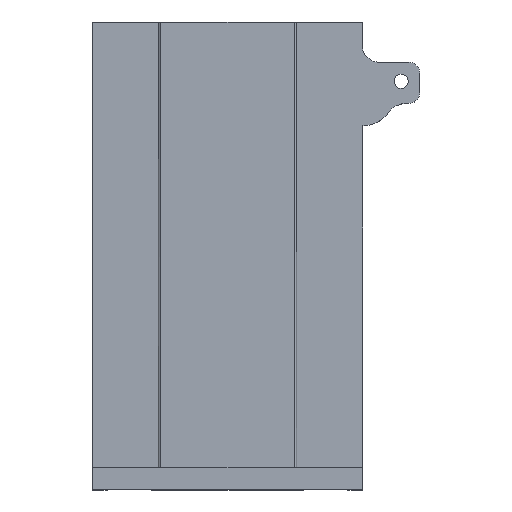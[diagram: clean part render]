
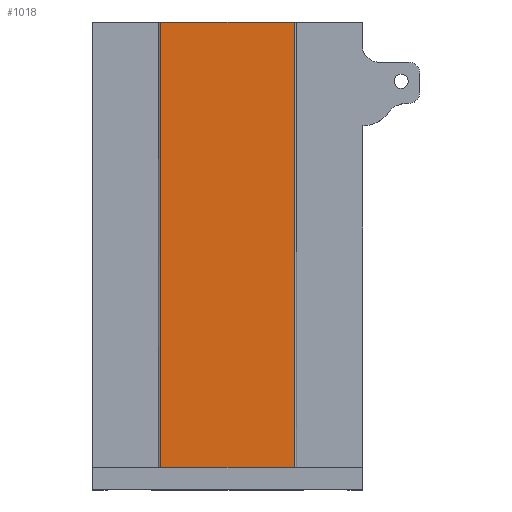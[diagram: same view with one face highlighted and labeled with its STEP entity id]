
A CAD part, top view. The second image highlights one B-rep face of the part: STEP entity #1018.
In plain terms, the highlighted planar face has unit normal (0, 0, 1).
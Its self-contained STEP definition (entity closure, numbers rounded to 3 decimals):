
#79=PLANE('',#1133);
#149=FACE_OUTER_BOUND('',#214,.T.);
#214=EDGE_LOOP('',(#942,#943,#944,#945));
#248=LINE('',#1572,#343);
#293=LINE('',#1694,#388);
#310=LINE('',#2240,#405);
#311=LINE('',#2242,#406);
#343=VECTOR('',#1230,10.);
#388=VECTOR('',#1347,10.);
#405=VECTOR('',#1404,10.);
#406=VECTOR('',#1407,10.);
#480=VERTEX_POINT('',#1569);
#481=VERTEX_POINT('',#1571);
#521=VERTEX_POINT('',#1691);
#522=VERTEX_POINT('',#1693);
#583=EDGE_CURVE('',#481,#480,#248,.T.);
#644=EDGE_CURVE('',#521,#522,#293,.T.);
#675=EDGE_CURVE('',#480,#522,#310,.T.);
#676=EDGE_CURVE('',#481,#521,#311,.T.);
#942=ORIENTED_EDGE('',*,*,#583,.T.);
#943=ORIENTED_EDGE('',*,*,#675,.T.);
#944=ORIENTED_EDGE('',*,*,#644,.F.);
#945=ORIENTED_EDGE('',*,*,#676,.F.);
#1018=ADVANCED_FACE('',(#149),#79,.T.);
#1133=AXIS2_PLACEMENT_3D('',#2241,#1405,#1406);
#1230=DIRECTION('',(1.,0.,0.));
#1347=DIRECTION('',(1.,0.,0.));
#1404=DIRECTION('',(0.,1.,0.));
#1405=DIRECTION('center_axis',(0.,0.,1.));
#1406=DIRECTION('ref_axis',(1.,0.,0.));
#1407=DIRECTION('',(0.,1.,0.));
#1569=CARTESIAN_POINT('',(-217.007,0.,112.183));
#1571=CARTESIAN_POINT('',(-246.993,0.,112.183));
#1572=CARTESIAN_POINT('',(-246.993,0.,112.183));
#1691=CARTESIAN_POINT('',(-246.993,100.,112.183));
#1693=CARTESIAN_POINT('',(-217.007,100.,112.183));
#1694=CARTESIAN_POINT('',(-246.993,100.,112.183));
#2240=CARTESIAN_POINT('',(-217.007,0.,112.183));
#2241=CARTESIAN_POINT('Origin',(-246.993,0.,112.183));
#2242=CARTESIAN_POINT('',(-246.993,0.,112.183));
